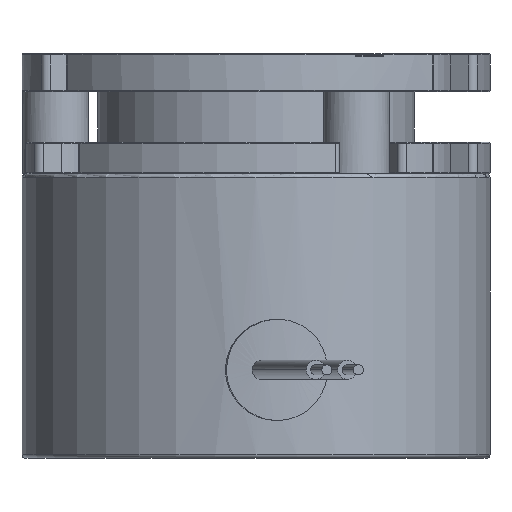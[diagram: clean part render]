
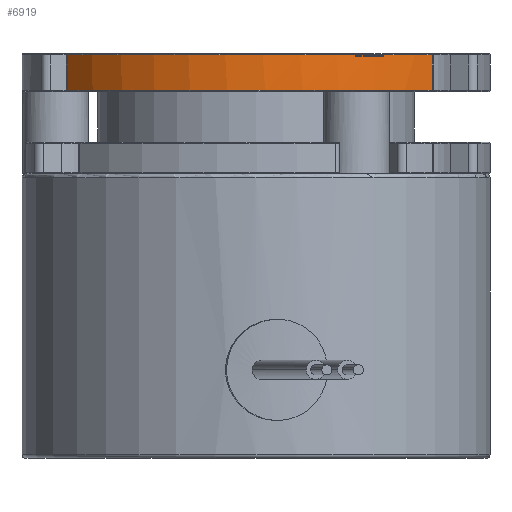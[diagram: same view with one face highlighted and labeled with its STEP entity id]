
A CAD part, front view. The second image highlights one B-rep face of the part: STEP entity #6919.
In plain terms, the highlighted cylindrical face has radius 18.5 mm (diameter 37 mm), a partial arc.
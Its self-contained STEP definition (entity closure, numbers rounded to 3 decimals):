
#17 = CARTESIAN_POINT ( 'NONE',  ( 13.917, -12.189, -0.1 ) ) ;
#534 = ORIENTED_EDGE ( 'NONE', *, *, #20816, .F. ) ;
#567 = CARTESIAN_POINT ( 'NONE',  ( 9.46, -15.898, -0.1 ) ) ;
#633 = CARTESIAN_POINT ( 'NONE',  ( 13.917, -12.189, -2.9 ) ) ;
#1003 = DIRECTION ( 'NONE',  ( 0., 0., -1. ) ) ;
#1097 = CARTESIAN_POINT ( 'NONE',  ( 9.038, -16.142, -0.1 ) ) ;
#1204 = FACE_OUTER_BOUND ( 'NONE', #9690, .T. ) ;
#2105 = CIRCLE ( 'NONE', #17306, 18.5 ) ;
#2458 = CARTESIAN_POINT ( 'NONE',  ( -14.894, -10.973, -2.9 ) ) ;
#2830 = EDGE_CURVE ( 'NONE', #7064, #17139, #7711, .T. ) ;
#2863 = AXIS2_PLACEMENT_3D ( 'NONE', #4026, #10756, #21431 ) ;
#3013 = EDGE_CURVE ( 'NONE', #17139, #15520, #10390, .T. ) ;
#3193 = VERTEX_POINT ( 'NONE', #20584 ) ;
#3761 = ORIENTED_EDGE ( 'NONE', *, *, #10870, .T. ) ;
#3901 = CARTESIAN_POINT ( 'NONE',  ( 0., 0., -3. ) ) ;
#4026 = CARTESIAN_POINT ( 'NONE',  ( 0., 0., -2.9 ) ) ;
#4313 = EDGE_CURVE ( 'NONE', #19953, #15520, #6875, .T. ) ;
#4612 = CARTESIAN_POINT ( 'NONE',  ( 0., 0., -0.1 ) ) ;
#4686 = DIRECTION ( 'NONE',  ( 1., 0., 0. ) ) ;
#5708 = AXIS2_PLACEMENT_3D ( 'NONE', #21986, #1003, #11146 ) ;
#5755 = CARTESIAN_POINT ( 'NONE',  ( 9.32, -15.981, -0.108 ) ) ;
#5874 = VECTOR ( 'NONE', #18658, 1000. ) ;
#6016 = EDGE_CURVE ( 'NONE', #15206, #13437, #22308, .T. ) ;
#6682 = AXIS2_PLACEMENT_3D ( 'NONE', #3901, #20917, #17445 ) ;
#6875 = B_SPLINE_CURVE_WITH_KNOTS ( 'NONE', 3,
 ( #21282, #5755, #7502, #10914 ),
 .UNSPECIFIED., .F., .F.,
 ( 4, 4 ),
 ( 0.5, 1. ),
 .UNSPECIFIED. ) ;
#6919 = ADVANCED_FACE ( 'NONE', ( #1204 ), #14582, .T. ) ;
#7064 = VERTEX_POINT ( 'NONE', #633 ) ;
#7502 = CARTESIAN_POINT ( 'NONE',  ( 9.39, -15.94, -0.105 ) ) ;
#7711 = LINE ( 'NONE', #20830, #20025 ) ;
#9690 = EDGE_LOOP ( 'NONE', ( #534, #22227, #12067, #3761, #17455, #18011, #18742 ) ) ;
#10390 = CIRCLE ( 'NONE', #5708, 18.5 ) ;
#10756 = DIRECTION ( 'NONE',  ( 0., 0., 1. ) ) ;
#10870 = EDGE_CURVE ( 'NONE', #13437, #7064, #13253, .T. ) ;
#10914 = CARTESIAN_POINT ( 'NONE',  ( 9.46, -15.898, -0.1 ) ) ;
#11146 = DIRECTION ( 'NONE',  ( 1., 0., 0. ) ) ;
#12067 = ORIENTED_EDGE ( 'NONE', *, *, #6016, .T. ) ;
#13253 = CIRCLE ( 'NONE', #2863, 18.5 ) ;
#13437 = VERTEX_POINT ( 'NONE', #2458 ) ;
#13438 = DIRECTION ( 'NONE',  ( 0., 0., -1. ) ) ;
#13474 = CARTESIAN_POINT ( 'NONE',  ( -14.894, -10.973, -3. ) ) ;
#13945 = EDGE_CURVE ( 'NONE', #3193, #15206, #2105, .T. ) ;
#14582 = CYLINDRICAL_SURFACE ( 'NONE', #6682, 18.5 ) ;
#15051 = CARTESIAN_POINT ( 'NONE',  ( 9.25, -16.021, -0.108 ) ) ;
#15206 = VERTEX_POINT ( 'NONE', #17012 ) ;
#15520 = VERTEX_POINT ( 'NONE', #567 ) ;
#17012 = CARTESIAN_POINT ( 'NONE',  ( -14.894, -10.973, -0.1 ) ) ;
#17139 = VERTEX_POINT ( 'NONE', #17 ) ;
#17306 = AXIS2_PLACEMENT_3D ( 'NONE', #4612, #13438, #4686 ) ;
#17445 = DIRECTION ( 'NONE',  ( 1., 0., 0. ) ) ;
#17455 = ORIENTED_EDGE ( 'NONE', *, *, #2830, .T. ) ;
#18011 = ORIENTED_EDGE ( 'NONE', *, *, #3013, .T. ) ;
#18621 = CARTESIAN_POINT ( 'NONE',  ( 9.109, -16.102, -0.105 ) ) ;
#18658 = DIRECTION ( 'NONE',  ( 0., 0., -1. ) ) ;
#18742 = ORIENTED_EDGE ( 'NONE', *, *, #4313, .F. ) ;
#19180 = B_SPLINE_CURVE_WITH_KNOTS ( 'NONE', 3,
 ( #1097, #18621, #22081, #22015 ),
 .UNSPECIFIED., .F., .F.,
 ( 4, 4 ),
 ( 0., 0.5 ),
 .UNSPECIFIED. ) ;
#19953 = VERTEX_POINT ( 'NONE', #15051 ) ;
#20025 = VECTOR ( 'NONE', #20751, 1000. ) ;
#20584 = CARTESIAN_POINT ( 'NONE',  ( 9.038, -16.142, -0.1 ) ) ;
#20751 = DIRECTION ( 'NONE',  ( 0., 0., 1. ) ) ;
#20816 = EDGE_CURVE ( 'NONE', #3193, #19953, #19180, .T. ) ;
#20830 = CARTESIAN_POINT ( 'NONE',  ( 13.917, -12.189, -3. ) ) ;
#20917 = DIRECTION ( 'NONE',  ( 0., 0., 1. ) ) ;
#21282 = CARTESIAN_POINT ( 'NONE',  ( 9.25, -16.021, -0.108 ) ) ;
#21431 = DIRECTION ( 'NONE',  ( 1., 0., 0. ) ) ;
#21986 = CARTESIAN_POINT ( 'NONE',  ( 0., 0., -0.1 ) ) ;
#22015 = CARTESIAN_POINT ( 'NONE',  ( 9.25, -16.021, -0.108 ) ) ;
#22081 = CARTESIAN_POINT ( 'NONE',  ( 9.18, -16.062, -0.108 ) ) ;
#22227 = ORIENTED_EDGE ( 'NONE', *, *, #13945, .T. ) ;
#22308 = LINE ( 'NONE', #13474, #5874 ) ;
